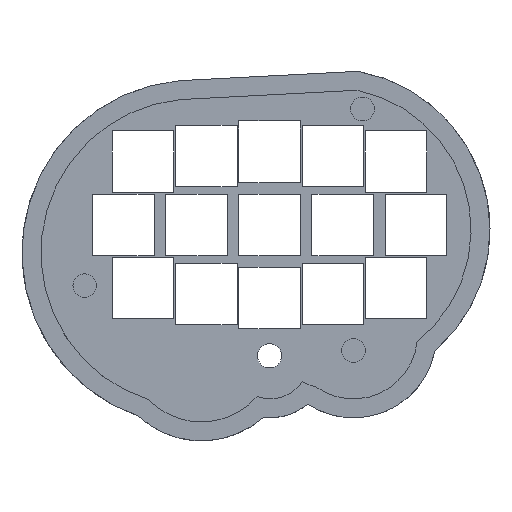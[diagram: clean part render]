
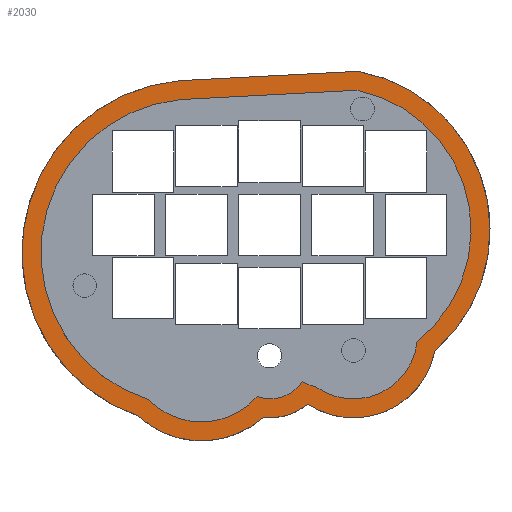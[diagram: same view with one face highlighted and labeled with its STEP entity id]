
A CAD part, front view. The second image highlights one B-rep face of the part: STEP entity #2030.
In plain terms, the highlighted planar face has unit normal (0, -1, 0).
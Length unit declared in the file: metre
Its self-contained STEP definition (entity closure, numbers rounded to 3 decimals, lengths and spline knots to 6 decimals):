
#31=CIRCLE('',#2112,0.049841);
#32=CIRCLE('',#2114,0.025631);
#33=CIRCLE('',#2116,0.015863);
#34=CIRCLE('',#2118,0.017726);
#35=CIRCLE('',#2120,0.028673);
#39=CIRCLE('',#2140,0.053434);
#51=CIRCLE('',#2168,0.047584);
#52=CIRCLE('',#2170,0.022823);
#53=CIRCLE('',#2172,0.011876);
#54=CIRCLE('',#2174,0.010013);
#55=CIRCLE('',#2176,0.019781);
#56=CIRCLE('',#2178,0.043991);
#582=ORIENTED_EDGE('',*,*,#916,.T.);
#583=ORIENTED_EDGE('',*,*,#928,.F.);
#584=ORIENTED_EDGE('',*,*,#926,.T.);
#585=ORIENTED_EDGE('',*,*,#924,.T.);
#586=ORIENTED_EDGE('',*,*,#922,.T.);
#587=ORIENTED_EDGE('',*,*,#920,.T.);
#588=ORIENTED_EDGE('',*,*,#918,.T.);
#589=ORIENTED_EDGE('',*,*,#824,.T.);
#590=ORIENTED_EDGE('',*,*,#879,.F.);
#591=ORIENTED_EDGE('',*,*,#839,.F.);
#592=ORIENTED_EDGE('',*,*,#836,.F.);
#593=ORIENTED_EDGE('',*,*,#833,.F.);
#594=ORIENTED_EDGE('',*,*,#830,.F.);
#595=ORIENTED_EDGE('',*,*,#827,.F.);
#824=EDGE_CURVE('',#1071,#1073,#1291,.T.);
#827=EDGE_CURVE('',#1071,#1075,#31,.T.);
#830=EDGE_CURVE('',#1075,#1077,#32,.T.);
#833=EDGE_CURVE('',#1077,#1079,#33,.T.);
#836=EDGE_CURVE('',#1079,#1081,#34,.T.);
#839=EDGE_CURVE('',#1081,#1083,#35,.T.);
#879=EDGE_CURVE('',#1083,#1073,#39,.T.);
#916=EDGE_CURVE('',#1128,#1127,#51,.T.);
#918=EDGE_CURVE('',#1129,#1128,#52,.T.);
#920=EDGE_CURVE('',#1130,#1129,#53,.T.);
#922=EDGE_CURVE('',#1131,#1130,#54,.T.);
#924=EDGE_CURVE('',#1132,#1131,#55,.T.);
#926=EDGE_CURVE('',#1133,#1132,#56,.T.);
#928=EDGE_CURVE('',#1133,#1127,#1339,.T.);
#1071=VERTEX_POINT('',#2994);
#1073=VERTEX_POINT('',#3001);
#1075=VERTEX_POINT('',#3006);
#1077=VERTEX_POINT('',#3022);
#1079=VERTEX_POINT('',#3034);
#1081=VERTEX_POINT('',#3043);
#1083=VERTEX_POINT('',#3053);
#1127=VERTEX_POINT('',#3443);
#1128=VERTEX_POINT('',#3445);
#1129=VERTEX_POINT('',#3449);
#1130=VERTEX_POINT('',#3453);
#1131=VERTEX_POINT('',#3457);
#1132=VERTEX_POINT('',#3461);
#1133=VERTEX_POINT('',#3465);
#1291=LINE('',#3002,#1500);
#1339=LINE('',#3468,#1548);
#1500=VECTOR('',#2444,1.);
#1548=VECTOR('',#2630,1.);
#1687=EDGE_LOOP('',(#582,#583,#584,#585,#586,#587,#588));
#1688=EDGE_LOOP('',(#589,#590,#591,#592,#593,#594,#595));
#1843=FACE_BOUND('',#1687,.T.);
#1844=FACE_BOUND('',#1688,.T.);
#1937=PLANE('',#2180);
#2030=ADVANCED_FACE('',(#1843,#1844),#1937,.F.);
#2112=AXIS2_PLACEMENT_3D('',#3018,#2448,#2449);
#2114=AXIS2_PLACEMENT_3D('',#3030,#2453,#2454);
#2116=AXIS2_PLACEMENT_3D('',#3039,#2458,#2459);
#2118=AXIS2_PLACEMENT_3D('',#3049,#2463,#2464);
#2120=AXIS2_PLACEMENT_3D('',#3061,#2468,#2469);
#2140=AXIS2_PLACEMENT_3D('',#3155,#2538,#2539);
#2168=AXIS2_PLACEMENT_3D('',#3444,#2600,#2601);
#2170=AXIS2_PLACEMENT_3D('',#3448,#2605,#2606);
#2172=AXIS2_PLACEMENT_3D('',#3452,#2610,#2611);
#2174=AXIS2_PLACEMENT_3D('',#3456,#2615,#2616);
#2176=AXIS2_PLACEMENT_3D('',#3460,#2620,#2621);
#2178=AXIS2_PLACEMENT_3D('',#3464,#2625,#2626);
#2180=AXIS2_PLACEMENT_3D('',#3469,#2631,#2632);
#2444=DIRECTION('',(-0.999,0.,-0.052));
#2448=DIRECTION('',(0.,1.,0.));
#2449=DIRECTION('',(1.,0.,0.));
#2453=DIRECTION('',(0.,1.,0.));
#2454=DIRECTION('',(1.,0.,0.));
#2458=DIRECTION('',(0.,1.,0.));
#2459=DIRECTION('',(1.,0.,0.));
#2463=DIRECTION('',(0.,1.,0.));
#2464=DIRECTION('',(1.,0.,0.));
#2468=DIRECTION('',(0.,1.,0.));
#2469=DIRECTION('',(1.,0.,0.));
#2538=DIRECTION('',(0.,1.,0.));
#2539=DIRECTION('',(1.,0.,0.));
#2600=DIRECTION('',(0.,1.,0.));
#2601=DIRECTION('',(1.,0.,0.));
#2605=DIRECTION('',(0.,1.,0.));
#2606=DIRECTION('',(1.,0.,0.));
#2610=DIRECTION('',(0.,1.,0.));
#2611=DIRECTION('',(1.,0.,0.));
#2615=DIRECTION('',(0.,1.,0.));
#2616=DIRECTION('',(1.,0.,0.));
#2620=DIRECTION('',(0.,1.,0.));
#2621=DIRECTION('',(1.,0.,0.));
#2625=DIRECTION('',(0.,1.,0.));
#2626=DIRECTION('',(1.,0.,0.));
#2630=DIRECTION('',(-0.999,0.,-0.052));
#2631=DIRECTION('',(0.,1.,0.));
#2632=DIRECTION('',(1.,0.,0.));
#2994=CARTESIAN_POINT('',(0.031608,-0.0019,0.057139));
#3001=CARTESIAN_POINT('',(-0.023732,-0.0019,0.054246));
#3002=CARTESIAN_POINT('',(0.003938,-0.0019,0.055692));
#3006=CARTESIAN_POINT('',(0.055225,-0.0019,-0.029434));
#3018=CARTESIAN_POINT('',(0.022479,-0.0019,0.008141));
#3022=CARTESIAN_POINT('',(0.016143,-0.0019,-0.04587));
#3030=CARTESIAN_POINT('',(0.030099,-0.0019,-0.024371));
#3034=CARTESIAN_POINT('',(0.015869,-0.0019,-0.0458));
#3039=CARTESIAN_POINT('',(0.019939,-0.0019,-0.030467));
#3043=CARTESIAN_POINT('',(0.002199,-0.0019,-0.049829));
#3049=CARTESIAN_POINT('',(0.004445,-0.0019,-0.032245));
#3053=CARTESIAN_POINT('',(-0.036367,-0.0019,-0.049478));
#3061=CARTESIAN_POINT('',(-0.016891,-0.0019,-0.028435));
#3155=CARTESIAN_POINT('',(-0.018923,-0.0019,0.001029));
#3443=CARTESIAN_POINT('',(-0.023313,-0.0019,0.04841));
#3444=CARTESIAN_POINT('',(-0.018923,-0.0019,0.001029));
#3445=CARTESIAN_POINT('',(-0.033252,-0.0019,-0.044347));
#3448=CARTESIAN_POINT('',(-0.016891,-0.0019,-0.028435));
#3449=CARTESIAN_POINT('',(0.000347,-0.0019,-0.043392));
#3452=CARTESIAN_POINT('',(0.004445,-0.0019,-0.032245));
#3453=CARTESIAN_POINT('',(0.01436,-0.0019,-0.038783));
#3456=CARTESIAN_POINT('',(0.019939,-0.0019,-0.030467));
#3457=CARTESIAN_POINT('',(0.018469,-0.0019,-0.040372));
#3460=CARTESIAN_POINT('',(0.030099,-0.0019,-0.024371));
#3461=CARTESIAN_POINT('',(0.04978,-0.0019,-0.026353));
#3464=CARTESIAN_POINT('',(0.022479,-0.0019,0.008141));
#3465=CARTESIAN_POINT('',(0.031197,-0.0019,0.051259));
#3468=CARTESIAN_POINT('',(0.003942,-0.0019,0.049835));
#3469=CARTESIAN_POINT('',(-0.000019,-0.0019,0.000015));
